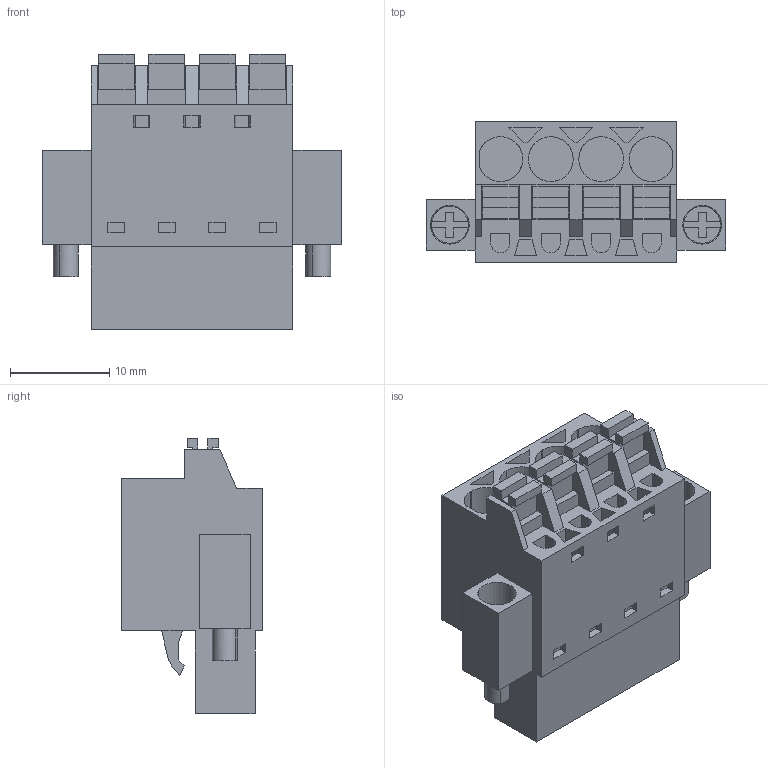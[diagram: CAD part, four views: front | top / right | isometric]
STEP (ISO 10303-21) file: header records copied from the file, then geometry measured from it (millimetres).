
FILE_DESCRIPTION(('CATIA V5 STEP Exchange','CAx-IF Rec.Pracs.--- Model Styling and Organization---1.2---2011-12-15'),'2;1');
FILE_NAME ('D1446521_0_1013110000_1013110000.stp','2017-04-28T12:29:48+00:00',('none'),('Weidmueller'),'CATIA Version 5-6 Release 2014','CATIA V5 STEP AP214','none');
FILE_SCHEMA(('AUTOMOTIVE_DESIGN { 1 0 10303 214 1 1 1 1 }'));
Length unit declared in the file: millimetre
Products named in the file (1): 1013110000
Bounding box: 30.12 x 14.2 x 27.73 mm (x, y, z)
Volume: 5244.7 mm3; surface area: 4297.8 mm2
Topology: 7 solids, 7 shells, 366 faces, 1007 edges, 691 vertices
Faces by surface type: plane 316, cylinder 49, extrusion 1
Entity records: 11701 total; most frequent: CARTESIAN_POINT 2291, ORIENTED_EDGE 2014, DIRECTION 1552, EDGE_CURVE 1007, VECTOR 900, LINE 899, VERTEX_POINT 691, EDGE_LOOP 418
